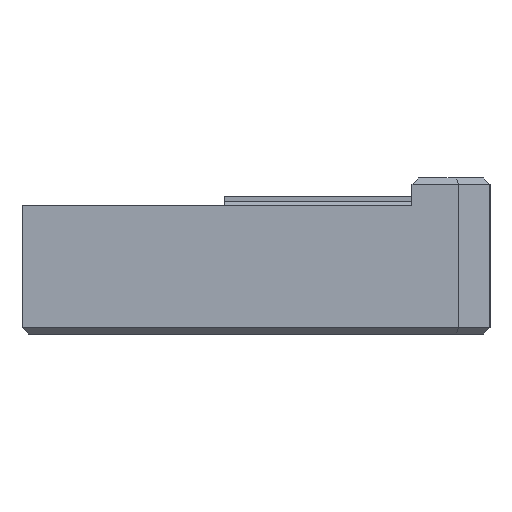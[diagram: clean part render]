
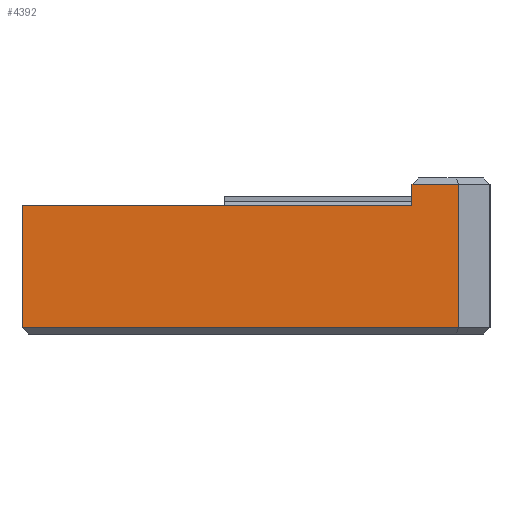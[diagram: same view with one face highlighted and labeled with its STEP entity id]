
A CAD part, left-side view. The second image highlights one B-rep face of the part: STEP entity #4392.
In plain terms, the highlighted planar face has unit normal (-1, 0, 0).
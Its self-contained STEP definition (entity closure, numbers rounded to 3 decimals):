
#461 = PLANE('',#462);
#462 = AXIS2_PLACEMENT_3D('',#463,#464,#465);
#463 = CARTESIAN_POINT('',(73.582,50.188,0.2
    ));
#464 = DIRECTION('',(-0.707,0.,-0.707)
  );
#465 = DIRECTION('',(0.,1.,0.));
#896 = PLANE('',#897);
#897 = AXIS2_PLACEMENT_3D('',#898,#899,#900);
#898 = CARTESIAN_POINT('',(93.379,23.,
    -4.309));
#899 = DIRECTION('',(0.,1.,0.));
#900 = DIRECTION('',(0.,0.,1.));
#1872 = VERTEX_POINT('',#1873);
#1873 = CARTESIAN_POINT('',(73.382,48.,
    0.4));
#1908 = PLANE('',#1909);
#1909 = AXIS2_PLACEMENT_3D('',#1910,#1911,#1912);
#1910 = CARTESIAN_POINT('',(91.289,48.,4.058));
#1911 = DIRECTION('',(0.,-1.,0.));
#1912 = DIRECTION('',(1.,0.,0.));
#2006 = VERTEX_POINT('',#2007);
#2007 = CARTESIAN_POINT('',(73.382,20.,
    0.4));
#2028 = EDGE_CURVE('',#2006,#1872,#2029,.T.);
#2029 = SURFACE_CURVE('',#2030,(#2034,#2041),.PCURVE_S1.);
#2030 = LINE('',#2031,#2032);
#2031 = CARTESIAN_POINT('',(73.382,50.188,
    0.4));
#2032 = VECTOR('',#2033,1.);
#2033 = DIRECTION('',(0.,1.,0.));
#2034 = PCURVE('',#461,#2035);
#2035 = DEFINITIONAL_REPRESENTATION('',(#2036),#2040);
#2036 = LINE('',#2037,#2038);
#2037 = CARTESIAN_POINT('',(0.,-0.283));
#2038 = VECTOR('',#2039,1.);
#2039 = DIRECTION('',(1.,0.));
#2040 = ( GEOMETRIC_REPRESENTATION_CONTEXT(2) 
PARAMETRIC_REPRESENTATION_CONTEXT() REPRESENTATION_CONTEXT('2D SPACE',''
  ) );
#2041 = PCURVE('',#2042,#2047);
#2042 = PLANE('',#2043);
#2043 = AXIS2_PLACEMENT_3D('',#2044,#2045,#2046);
#2044 = CARTESIAN_POINT('',(73.382,78.877,
    -60.461));
#2045 = DIRECTION('',(-1.,0.,0.));
#2046 = DIRECTION('',(0.,-1.,0.));
#2047 = DEFINITIONAL_REPRESENTATION('',(#2048),#2052);
#2048 = LINE('',#2049,#2050);
#2049 = CARTESIAN_POINT('',(28.688,60.861));
#2050 = VECTOR('',#2051,1.);
#2051 = DIRECTION('',(-1.,0.));
#2052 = ( GEOMETRIC_REPRESENTATION_CONTEXT(2) 
PARAMETRIC_REPRESENTATION_CONTEXT() REPRESENTATION_CONTEXT('2D SPACE',''
  ) );
#2167 = PLANE('',#2168);
#2168 = AXIS2_PLACEMENT_3D('',#2169,#2170,#2171);
#2169 = CARTESIAN_POINT('',(74.382,19.,
    -33.385));
#2170 = DIRECTION('',(-0.707,-0.707,0.));
#2171 = DIRECTION('',(0.,0.,-1.));
#2421 = VERTEX_POINT('',#2422);
#2422 = CARTESIAN_POINT('',(73.382,23.,
    9.6));
#3120 = VERTEX_POINT('',#3121);
#3121 = CARTESIAN_POINT('',(73.382,23.,
    8.243));
#3135 = PLANE('',#3136);
#3136 = AXIS2_PLACEMENT_3D('',#3137,#3138,#3139);
#3137 = CARTESIAN_POINT('',(75.379,23.,
    8.243));
#3138 = DIRECTION('',(0.,0.,1.));
#3139 = DIRECTION('',(1.,0.,0.));
#3147 = EDGE_CURVE('',#3120,#2421,#3148,.T.);
#3148 = SURFACE_CURVE('',#3149,(#3153,#3160),.PCURVE_S1.);
#3149 = LINE('',#3150,#3151);
#3150 = CARTESIAN_POINT('',(73.382,23.,
    -32.385));
#3151 = VECTOR('',#3152,1.);
#3152 = DIRECTION('',(0.,0.,1.));
#3153 = PCURVE('',#896,#3154);
#3154 = DEFINITIONAL_REPRESENTATION('',(#3155),#3159);
#3155 = LINE('',#3156,#3157);
#3156 = CARTESIAN_POINT('',(-28.076,-19.997));
#3157 = VECTOR('',#3158,1.);
#3158 = DIRECTION('',(1.,0.));
#3159 = ( GEOMETRIC_REPRESENTATION_CONTEXT(2) 
PARAMETRIC_REPRESENTATION_CONTEXT() REPRESENTATION_CONTEXT('2D SPACE',''
  ) );
#3160 = PCURVE('',#2042,#3161);
#3161 = DEFINITIONAL_REPRESENTATION('',(#3162),#3166);
#3162 = LINE('',#3163,#3164);
#3163 = CARTESIAN_POINT('',(55.877,28.076));
#3164 = VECTOR('',#3165,1.);
#3165 = DIRECTION('',(0.,1.));
#3166 = ( GEOMETRIC_REPRESENTATION_CONTEXT(2) 
PARAMETRIC_REPRESENTATION_CONTEXT() REPRESENTATION_CONTEXT('2D SPACE',''
  ) );
#4274 = VERTEX_POINT('',#4275);
#4275 = CARTESIAN_POINT('',(73.382,48.,
    8.243));
#4296 = EDGE_CURVE('',#1872,#4274,#4297,.T.);
#4297 = SURFACE_CURVE('',#4298,(#4302,#4309),.PCURVE_S1.);
#4298 = LINE('',#4299,#4300);
#4299 = CARTESIAN_POINT('',(73.382,48.,
    -28.201));
#4300 = VECTOR('',#4301,1.);
#4301 = DIRECTION('',(0.,0.,1.));
#4302 = PCURVE('',#1908,#4303);
#4303 = DEFINITIONAL_REPRESENTATION('',(#4304),#4308);
#4304 = LINE('',#4305,#4306);
#4305 = CARTESIAN_POINT('',(-17.907,-32.259));
#4306 = VECTOR('',#4307,1.);
#4307 = DIRECTION('',(0.,1.));
#4308 = ( GEOMETRIC_REPRESENTATION_CONTEXT(2) 
PARAMETRIC_REPRESENTATION_CONTEXT() REPRESENTATION_CONTEXT('2D SPACE',''
  ) );
#4309 = PCURVE('',#2042,#4310);
#4310 = DEFINITIONAL_REPRESENTATION('',(#4311),#4315);
#4311 = LINE('',#4312,#4313);
#4312 = CARTESIAN_POINT('',(30.877,32.259));
#4313 = VECTOR('',#4314,1.);
#4314 = DIRECTION('',(0.,1.));
#4315 = ( GEOMETRIC_REPRESENTATION_CONTEXT(2) 
PARAMETRIC_REPRESENTATION_CONTEXT() REPRESENTATION_CONTEXT('2D SPACE',''
  ) );
#4392 = ADVANCED_FACE('',(#4393),#2042,.T.);
#4393 = FACE_BOUND('',#4394,.T.);
#4394 = EDGE_LOOP('',(#4395,#4423,#4424,#4445,#4446,#4447));
#4395 = ORIENTED_EDGE('',*,*,#4396,.F.);
#4396 = EDGE_CURVE('',#2421,#4397,#4399,.T.);
#4397 = VERTEX_POINT('',#4398);
#4398 = CARTESIAN_POINT('',(73.382,20.,
    9.6));
#4399 = SURFACE_CURVE('',#4400,(#4404,#4411),.PCURVE_S1.);
#4400 = LINE('',#4401,#4402);
#4401 = CARTESIAN_POINT('',(73.382,82.188,
    9.6));
#4402 = VECTOR('',#4403,1.);
#4403 = DIRECTION('',(0.,-1.,0.));
#4404 = PCURVE('',#2042,#4405);
#4405 = DEFINITIONAL_REPRESENTATION('',(#4406),#4410);
#4406 = LINE('',#4407,#4408);
#4407 = CARTESIAN_POINT('',(-3.312,70.061));
#4408 = VECTOR('',#4409,1.);
#4409 = DIRECTION('',(1.,0.));
#4410 = ( GEOMETRIC_REPRESENTATION_CONTEXT(2) 
PARAMETRIC_REPRESENTATION_CONTEXT() REPRESENTATION_CONTEXT('2D SPACE',''
  ) );
#4411 = PCURVE('',#4412,#4417);
#4412 = PLANE('',#4413);
#4413 = AXIS2_PLACEMENT_3D('',#4414,#4415,#4416);
#4414 = CARTESIAN_POINT('',(73.582,82.188,
    9.8));
#4415 = DIRECTION('',(-0.707,0.,0.707)
  );
#4416 = DIRECTION('',(0.,-1.,0.));
#4417 = DEFINITIONAL_REPRESENTATION('',(#4418),#4422);
#4418 = LINE('',#4419,#4420);
#4419 = CARTESIAN_POINT('',(0.,-0.283));
#4420 = VECTOR('',#4421,1.);
#4421 = DIRECTION('',(1.,0.));
#4422 = ( GEOMETRIC_REPRESENTATION_CONTEXT(2) 
PARAMETRIC_REPRESENTATION_CONTEXT() REPRESENTATION_CONTEXT('2D SPACE',''
  ) );
#4423 = ORIENTED_EDGE('',*,*,#3147,.F.);
#4424 = ORIENTED_EDGE('',*,*,#4425,.F.);
#4425 = EDGE_CURVE('',#4274,#3120,#4426,.T.);
#4426 = SURFACE_CURVE('',#4427,(#4431,#4438),.PCURVE_S1.);
#4427 = LINE('',#4428,#4429);
#4428 = CARTESIAN_POINT('',(73.382,50.938,
    8.243));
#4429 = VECTOR('',#4430,1.);
#4430 = DIRECTION('',(0.,-1.,0.));
#4431 = PCURVE('',#2042,#4432);
#4432 = DEFINITIONAL_REPRESENTATION('',(#4433),#4437);
#4433 = LINE('',#4434,#4435);
#4434 = CARTESIAN_POINT('',(27.938,68.703));
#4435 = VECTOR('',#4436,1.);
#4436 = DIRECTION('',(1.,0.));
#4437 = ( GEOMETRIC_REPRESENTATION_CONTEXT(2) 
PARAMETRIC_REPRESENTATION_CONTEXT() REPRESENTATION_CONTEXT('2D SPACE',''
  ) );
#4438 = PCURVE('',#3135,#4439);
#4439 = DEFINITIONAL_REPRESENTATION('',(#4440),#4444);
#4440 = LINE('',#4441,#4442);
#4441 = CARTESIAN_POINT('',(-1.997,27.938));
#4442 = VECTOR('',#4443,1.);
#4443 = DIRECTION('',(0.,-1.));
#4444 = ( GEOMETRIC_REPRESENTATION_CONTEXT(2) 
PARAMETRIC_REPRESENTATION_CONTEXT() REPRESENTATION_CONTEXT('2D SPACE',''
  ) );
#4445 = ORIENTED_EDGE('',*,*,#4296,.F.);
#4446 = ORIENTED_EDGE('',*,*,#2028,.F.);
#4447 = ORIENTED_EDGE('',*,*,#4448,.F.);
#4448 = EDGE_CURVE('',#4397,#2006,#4449,.T.);
#4449 = SURFACE_CURVE('',#4450,(#4454,#4461),.PCURVE_S1.);
#4450 = LINE('',#4451,#4452);
#4451 = CARTESIAN_POINT('',(73.382,20.,
    -33.385));
#4452 = VECTOR('',#4453,1.);
#4453 = DIRECTION('',(0.,0.,-1.));
#4454 = PCURVE('',#2042,#4455);
#4455 = DEFINITIONAL_REPRESENTATION('',(#4456),#4460);
#4456 = LINE('',#4457,#4458);
#4457 = CARTESIAN_POINT('',(58.877,27.076));
#4458 = VECTOR('',#4459,1.);
#4459 = DIRECTION('',(0.,-1.));
#4460 = ( GEOMETRIC_REPRESENTATION_CONTEXT(2) 
PARAMETRIC_REPRESENTATION_CONTEXT() REPRESENTATION_CONTEXT('2D SPACE',''
  ) );
#4461 = PCURVE('',#2167,#4462);
#4462 = DEFINITIONAL_REPRESENTATION('',(#4463),#4467);
#4463 = LINE('',#4464,#4465);
#4464 = CARTESIAN_POINT('',(-0.,-1.414));
#4465 = VECTOR('',#4466,1.);
#4466 = DIRECTION('',(1.,0.));
#4467 = ( GEOMETRIC_REPRESENTATION_CONTEXT(2) 
PARAMETRIC_REPRESENTATION_CONTEXT() REPRESENTATION_CONTEXT('2D SPACE',''
  ) );
